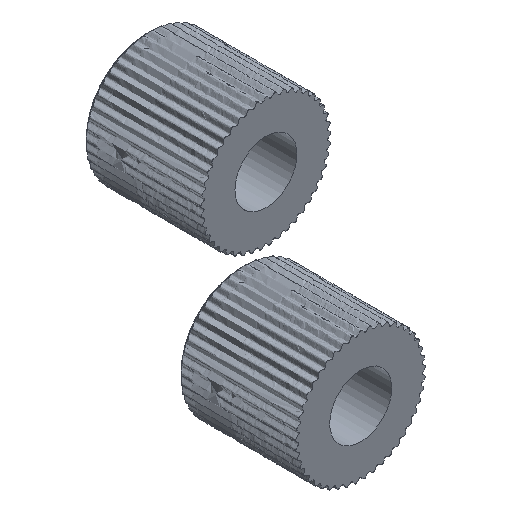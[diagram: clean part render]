
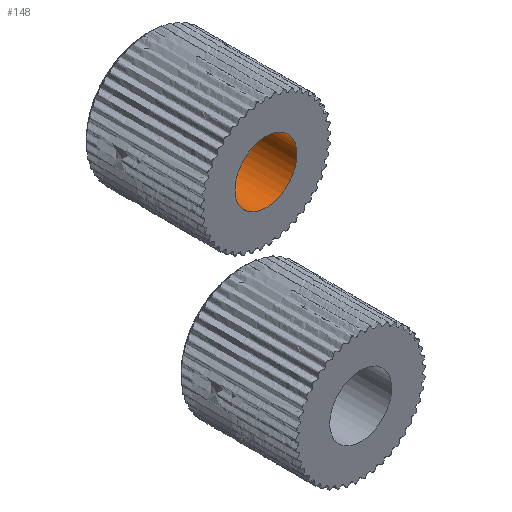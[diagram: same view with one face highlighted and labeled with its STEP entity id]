
A CAD part, isometric view. The second image highlights one B-rep face of the part: STEP entity #148.
In plain terms, the highlighted cylindrical face has radius 3.875 mm (diameter 7.75 mm), a full revolution.
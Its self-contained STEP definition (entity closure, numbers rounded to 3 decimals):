
#36=FACE_OUTER_BOUND('',#46,.T.);
#46=EDGE_LOOP('',(#110,#111,#112,#113));
#58=LINE('',#247,#65);
#65=VECTOR('',#200,3.875);
#72=CIRCLE('',#174,3.875);
#73=CIRCLE('',#175,3.875);
#80=VERTEX_POINT('',#244);
#81=VERTEX_POINT('',#246);
#92=EDGE_CURVE('',#80,#80,#72,.T.);
#93=EDGE_CURVE('',#80,#81,#58,.T.);
#94=EDGE_CURVE('',#81,#81,#73,.T.);
#110=ORIENTED_EDGE('',*,*,#92,.F.);
#111=ORIENTED_EDGE('',*,*,#93,.T.);
#112=ORIENTED_EDGE('',*,*,#94,.F.);
#113=ORIENTED_EDGE('',*,*,#93,.F.);
#146=CYLINDRICAL_SURFACE('',#173,3.875);
#148=ADVANCED_FACE('',(#36),#146,.F.);
#173=AXIS2_PLACEMENT_3D('',#243,#196,#197);
#174=AXIS2_PLACEMENT_3D('',#245,#198,#199);
#175=AXIS2_PLACEMENT_3D('',#248,#201,#202);
#196=DIRECTION('center_axis',(0.,0.,-1.));
#197=DIRECTION('ref_axis',(1.,0.,0.));
#198=DIRECTION('center_axis',(0.,0.,-1.));
#199=DIRECTION('ref_axis',(0.814,0.581,0.));
#200=DIRECTION('',(0.,0.,-1.));
#201=DIRECTION('center_axis',(0.,0.,
1.));
#202=DIRECTION('ref_axis',(0.814,-0.581,0.));
#243=CARTESIAN_POINT('Origin',(-35.794,0.,8.219));
#244=CARTESIAN_POINT('',(-39.669,0.,11.709));
#245=CARTESIAN_POINT('Origin',(-35.794,0.,
11.709));
#246=CARTESIAN_POINT('',(-39.669,0.,4.728));
#247=CARTESIAN_POINT('',(-39.669,0.,8.219));
#248=CARTESIAN_POINT('Origin',(-35.794,0.,
4.728));
